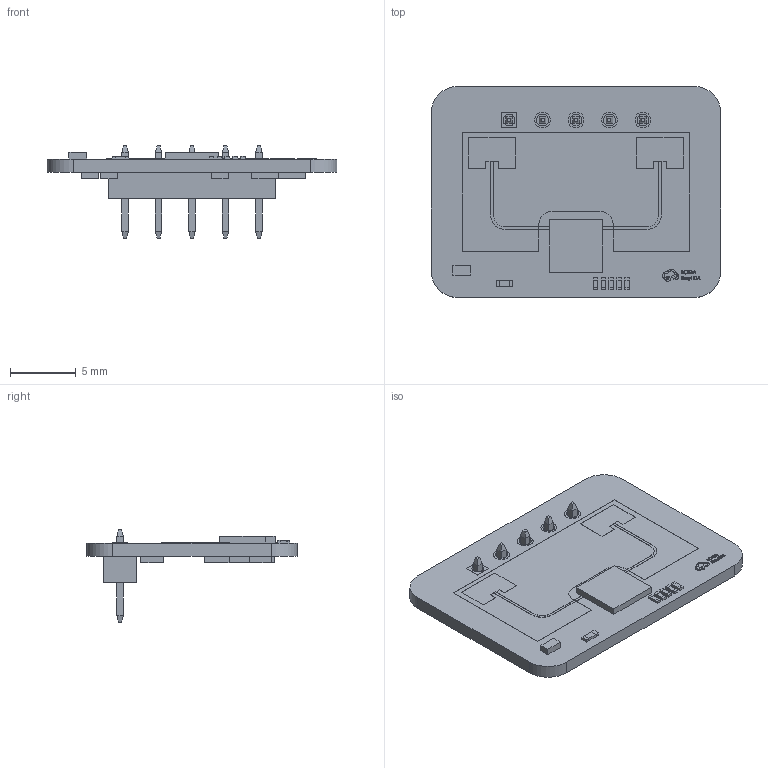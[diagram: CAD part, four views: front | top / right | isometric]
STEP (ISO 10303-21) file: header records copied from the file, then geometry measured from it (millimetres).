
FILE_DESCRIPTION (( 'STEP AP214' ), '1' );
FILE_NAME ('SENSOR-TH_HLK-LD2410C-P.STEP', '2024-03-18T13:44:04', ( '' ), ( '' ), 'SwSTEP 2.0', 'SolidWorks 2020', '' );
FILE_SCHEMA (( 'AUTOMOTIVE_DESIGN' ));
Length unit declared in the file: millimetre
Products named in the file (1): SENSOR-TH_HLK-LD2410C-P
Bounding box: 22 x 16 x 7 mm (x, y, z)
Volume: 431 mm3; surface area: 1039.1 mm2
Topology: 48 solids, 48 shells, 584 faces, 1373 edges, 902 vertices
Faces by surface type: plane 448, bspline 98, cylinder 38
Entity records: 23930 total; most frequent: CARTESIAN_POINT 4166, ORIENTED_EDGE 2746, DIRECTION 2223, EDGE_CURVE 1373, LINE 1097, VECTOR 1097, VERTEX_POINT 902, UNCERTAINTY_MEASURE_WITH_UNIT 634
